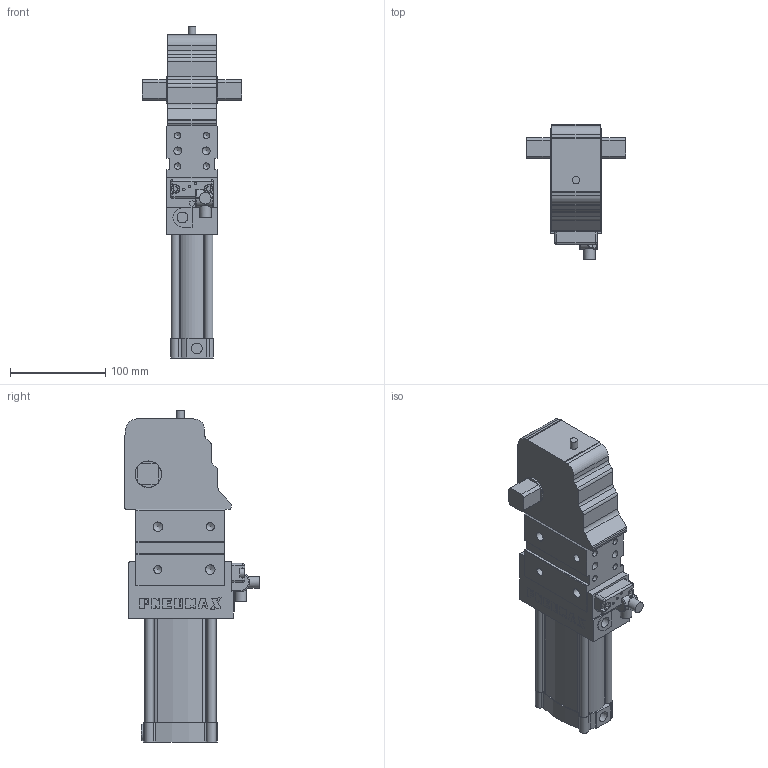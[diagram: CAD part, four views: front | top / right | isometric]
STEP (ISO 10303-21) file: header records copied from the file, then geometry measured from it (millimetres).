
FILE_DESCRIPTION(/* description */ (''),/* implementation_level */ '2;1');
FILE_NAME(/* name */ 'HE2P2EN.stp',/* time_stamp */ '2020-04-03T15:49:01+02:00',/* author */ ('donadda1'),/* organization */ (''),/* preprocessor_version */ 'ST-DEVELOPER v17',/* originating_system */ 'Autodesk Inventor 2019',/* authorisation */ '');
FILE_SCHEMA (('AUTOMOTIVE_DESIGN { 1 0 10303 214 3 1 1 }'));
Length unit declared in the file: millimetre
Products named in the file (4): HE2P2EN; CHIUSURA 65 NAAMS; ES001; ES001_CONN_90°
Assembly tree (3 placements, depth 2):
  HE2P2EN
    CHIUSURA 65 NAAMS
    ES001
    ES001_CONN_90°
Bounding box: 104 x 141.6 x 348.5 mm (x, y, z)
Volume: 1487362.6 mm3; surface area: 134658.1 mm2
Topology: 3 solids, 3 shells, 385 faces, 1145 edges, 812 vertices
Faces by surface type: plane 199, cylinder 143, cone 24, bspline 9, torus 8, sphere 2
Full cylindrical faces by diameter (mm): 4.134 x2, 5 x4, 5.489 x4, 6.647 x8, 7.9 x1, 8 x4, 8.376 x4, 8.5 x4, 10 x4, 11.445 x2, 12 x2, 17 x2, 22 x1, 28 x2
Entity records: 13535 total; most frequent: CARTESIAN_POINT 2592, DIRECTION 2323, ORIENTED_EDGE 2246, EDGE_CURVE 1123, AXIS2_PLACEMENT_3D 833, VERTEX_POINT 812, LINE 657, VECTOR 657
